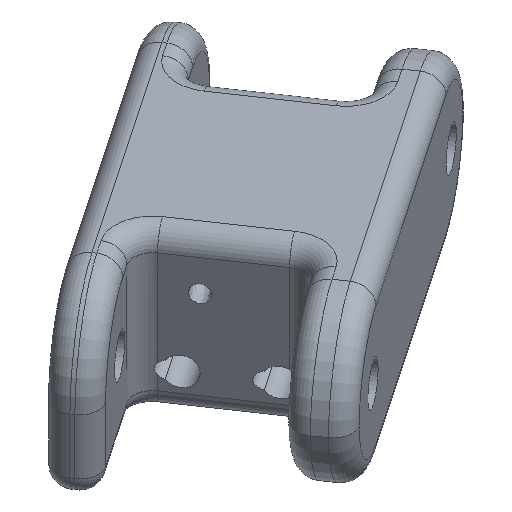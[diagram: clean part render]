
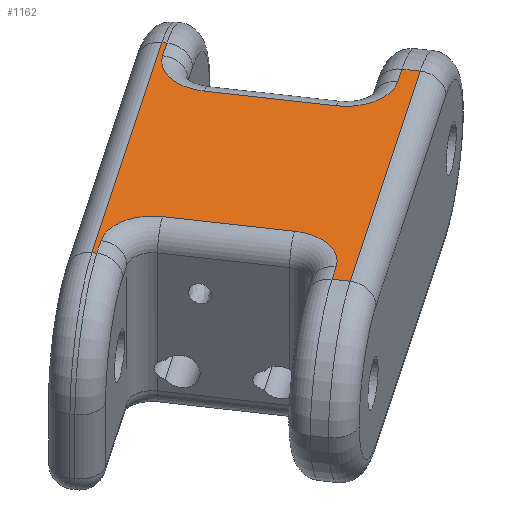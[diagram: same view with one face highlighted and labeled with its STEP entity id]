
A CAD part, isometric view. The second image highlights one B-rep face of the part: STEP entity #1162.
In plain terms, the highlighted planar face has unit normal (0, 0, 1).
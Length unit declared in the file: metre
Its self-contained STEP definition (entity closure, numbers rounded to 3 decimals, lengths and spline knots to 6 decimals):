
#127=LINE('',#2003,#192);
#128=LINE('',#2006,#193);
#129=LINE('',#2008,#194);
#130=LINE('',#2010,#195);
#131=LINE('',#2014,#196);
#132=LINE('',#2018,#197);
#133=LINE('',#2020,#198);
#134=LINE('',#2022,#199);
#135=LINE('',#2024,#200);
#136=LINE('',#2026,#201);
#137=LINE('',#2030,#202);
#138=LINE('',#2034,#203);
#192=VECTOR('',#1519,1.);
#193=VECTOR('',#1520,1.);
#194=VECTOR('',#1521,1.);
#195=VECTOR('',#1522,1.);
#196=VECTOR('',#1525,1.);
#197=VECTOR('',#1528,1.);
#198=VECTOR('',#1529,1.);
#199=VECTOR('',#1530,1.);
#200=VECTOR('',#1531,1.);
#201=VECTOR('',#1532,1.);
#202=VECTOR('',#1535,1.);
#203=VECTOR('',#1538,1.);
#293=ORIENTED_EDGE('',*,*,#651,.T.);
#294=ORIENTED_EDGE('',*,*,#652,.T.);
#295=ORIENTED_EDGE('',*,*,#653,.T.);
#296=ORIENTED_EDGE('',*,*,#654,.T.);
#297=ORIENTED_EDGE('',*,*,#655,.F.);
#298=ORIENTED_EDGE('',*,*,#656,.T.);
#299=ORIENTED_EDGE('',*,*,#657,.F.);
#300=ORIENTED_EDGE('',*,*,#658,.T.);
#301=ORIENTED_EDGE('',*,*,#659,.T.);
#302=ORIENTED_EDGE('',*,*,#660,.T.);
#303=ORIENTED_EDGE('',*,*,#661,.T.);
#304=ORIENTED_EDGE('',*,*,#662,.T.);
#305=ORIENTED_EDGE('',*,*,#663,.F.);
#306=ORIENTED_EDGE('',*,*,#664,.T.);
#307=ORIENTED_EDGE('',*,*,#665,.F.);
#308=ORIENTED_EDGE('',*,*,#666,.T.);
#651=EDGE_CURVE('',#830,#831,#127,.T.);
#652=EDGE_CURVE('',#831,#832,#128,.T.);
#653=EDGE_CURVE('',#832,#833,#129,.T.);
#654=EDGE_CURVE('',#833,#834,#130,.F.);
#655=EDGE_CURVE('',#835,#834,#896,.T.);
#656=EDGE_CURVE('',#835,#836,#131,.F.);
#657=EDGE_CURVE('',#837,#836,#897,.T.);
#658=EDGE_CURVE('',#837,#838,#132,.F.);
#659=EDGE_CURVE('',#838,#839,#133,.T.);
#660=EDGE_CURVE('',#839,#840,#134,.T.);
#661=EDGE_CURVE('',#840,#841,#135,.T.);
#662=EDGE_CURVE('',#841,#842,#136,.T.);
#663=EDGE_CURVE('',#843,#842,#898,.T.);
#664=EDGE_CURVE('',#843,#844,#137,.T.);
#665=EDGE_CURVE('',#845,#844,#899,.T.);
#666=EDGE_CURVE('',#845,#830,#138,.T.);
#830=VERTEX_POINT('',#2004);
#831=VERTEX_POINT('',#2005);
#832=VERTEX_POINT('',#2007);
#833=VERTEX_POINT('',#2009);
#834=VERTEX_POINT('',#2011);
#835=VERTEX_POINT('',#2013);
#836=VERTEX_POINT('',#2015);
#837=VERTEX_POINT('',#2017);
#838=VERTEX_POINT('',#2019);
#839=VERTEX_POINT('',#2021);
#840=VERTEX_POINT('',#2023);
#841=VERTEX_POINT('',#2025);
#842=VERTEX_POINT('',#2027);
#843=VERTEX_POINT('',#2029);
#844=VERTEX_POINT('',#2031);
#845=VERTEX_POINT('',#2033);
#896=CIRCLE('',#1278,0.003311);
#897=CIRCLE('',#1279,0.003311);
#898=CIRCLE('',#1280,0.003311);
#899=CIRCLE('',#1281,0.003311);
#983=EDGE_LOOP('',(#293,#294,#295,#296,#297,#298,#299,#300,#301,#302,#303,
#304,#305,#306,#307,#308));
#1072=FACE_BOUND('',#983,.T.);
#1151=PLANE('',#1277);
#1162=ADVANCED_FACE('',(#1072),#1151,.T.);
#1277=AXIS2_PLACEMENT_3D('',#2002,#1517,#1518);
#1278=AXIS2_PLACEMENT_3D('',#2012,#1523,#1524);
#1279=AXIS2_PLACEMENT_3D('',#2016,#1526,#1527);
#1280=AXIS2_PLACEMENT_3D('',#2028,#1533,#1534);
#1281=AXIS2_PLACEMENT_3D('',#2032,#1536,#1537);
#1517=DIRECTION('',(0.,0.,1.));
#1518=DIRECTION('',(1.,0.,0.));
#1519=DIRECTION('',(0.561,-0.828,0.));
#1520=DIRECTION('',(0.828,0.561,0.));
#1521=DIRECTION('',(-0.561,0.828,0.));
#1522=DIRECTION('',(0.828,0.561,0.));
#1523=DIRECTION('',(0.,0.,1.));
#1524=DIRECTION('',(1.,0.,0.));
#1525=DIRECTION('',(0.561,-0.828,0.));
#1526=DIRECTION('',(0.,0.,1.));
#1527=DIRECTION('',(1.,0.,0.));
#1528=DIRECTION('',(-0.828,-0.561,0.));
#1529=DIRECTION('',(-0.561,0.828,0.));
#1530=DIRECTION('',(-0.828,-0.561,0.));
#1531=DIRECTION('',(0.561,-0.828,0.));
#1532=DIRECTION('',(0.828,0.561,0.));
#1533=DIRECTION('',(0.,0.,1.));
#1534=DIRECTION('',(1.,0.,0.));
#1535=DIRECTION('',(0.561,-0.828,0.));
#1536=DIRECTION('',(0.,0.,1.));
#1537=DIRECTION('',(1.,0.,0.));
#1538=DIRECTION('',(-0.828,-0.561,0.));
#2002=CARTESIAN_POINT('',(0.088773,0.04666,0.01651));
#2003=CARTESIAN_POINT('',(0.084679,0.031862,0.01651));
#2004=CARTESIAN_POINT('',(0.083095,0.0342,0.01651));
#2005=CARTESIAN_POINT('',(0.08375,0.033233,0.01651));
#2006=CARTESIAN_POINT('',(0.103106,0.046351,0.01651));
#2007=CARTESIAN_POINT('',(0.103106,0.046351,0.01651));
#2008=CARTESIAN_POINT('',(0.101522,0.048689,0.01651));
#2009=CARTESIAN_POINT('',(0.102451,0.047318,0.01651));
#2010=CARTESIAN_POINT('',(0.092773,0.040759,0.01651));
#2011=CARTESIAN_POINT('',(0.101292,0.046533,0.01651));
#2012=CARTESIAN_POINT('',(0.099434,0.049274,0.01651));
#2013=CARTESIAN_POINT('',(0.096693,0.047416,0.01651));
#2014=CARTESIAN_POINT('',(0.094552,0.050576,0.01651));
#2015=CARTESIAN_POINT('',(0.091932,0.054441,0.01651));
#2016=CARTESIAN_POINT('',(0.094673,0.056298,0.01651));
#2017=CARTESIAN_POINT('',(0.092815,0.059039,0.01651));
#2018=CARTESIAN_POINT('',(0.084296,0.053265,0.01651));
#2019=CARTESIAN_POINT('',(0.093974,0.059825,0.01651));
#2020=CARTESIAN_POINT('',(0.092868,0.061457,0.01651));
#2021=CARTESIAN_POINT('',(0.093797,0.060087,0.01651));
#2022=CARTESIAN_POINT('',(0.074441,0.046968,0.01651));
#2023=CARTESIAN_POINT('',(0.074441,0.046968,0.01651));
#2024=CARTESIAN_POINT('',(0.075547,0.045335,0.01651));
#2025=CARTESIAN_POINT('',(0.074618,0.046706,0.01651));
#2026=CARTESIAN_POINT('',(0.077147,0.04842,0.01651));
#2027=CARTESIAN_POINT('',(0.075777,0.047491,0.01651));
#2028=CARTESIAN_POINT('',(0.077635,0.04475,0.01651));
#2029=CARTESIAN_POINT('',(0.080376,0.046608,0.01651));
#2030=CARTESIAN_POINT('',(0.086065,0.038213,0.01651));
#2031=CARTESIAN_POINT('',(0.085137,0.039584,0.01651));
#2032=CARTESIAN_POINT('',(0.082395,0.037726,0.01651));
#2033=CARTESIAN_POINT('',(0.084253,0.034985,0.01651));
#2034=CARTESIAN_POINT('',(0.083095,0.0342,0.01651));
